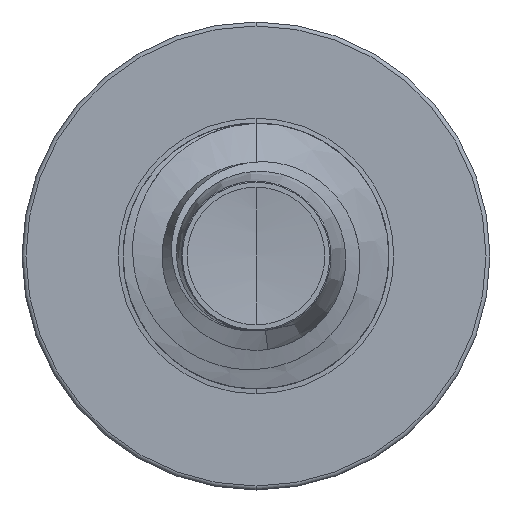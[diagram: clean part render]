
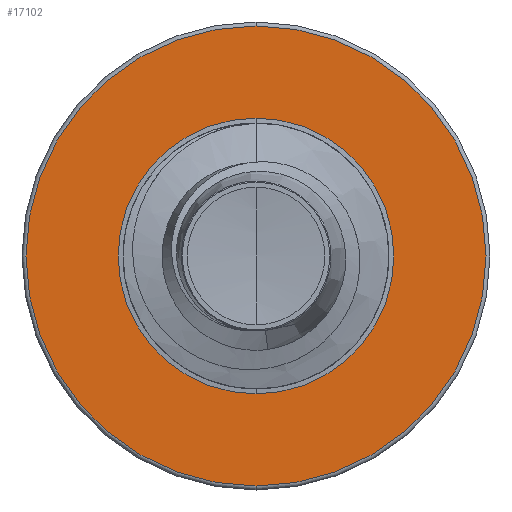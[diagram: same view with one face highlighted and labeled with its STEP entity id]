
A CAD part, front view. The second image highlights one B-rep face of the part: STEP entity #17102.
In plain terms, the highlighted planar face has unit normal (0, -1, 0).
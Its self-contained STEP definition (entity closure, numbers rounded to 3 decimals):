
#60 = DIRECTION ( 'NONE',  ( 0., 1., 0. ) ) ;
#260 = AXIS2_PLACEMENT_3D ( 'NONE', #3158, #13312, #5112 ) ;
#784 = AXIS2_PLACEMENT_3D ( 'NONE', #10276, #60, #11509 ) ;
#988 = CARTESIAN_POINT ( 'NONE',  ( 0., 7., -1.296 ) ) ;
#1465 = AXIS2_PLACEMENT_3D ( 'NONE', #13030, #4668, #14216 ) ;
#1491 = CARTESIAN_POINT ( 'NONE',  ( 0., 7., 1.296 ) ) ;
#1500 = AXIS2_PLACEMENT_3D ( 'NONE', #14949, #7399, #16040 ) ;
#3158 = CARTESIAN_POINT ( 'NONE',  ( 0., 7., 0. ) ) ;
#3283 = VERTEX_POINT ( 'NONE', #12435 ) ;
#4668 = DIRECTION ( 'NONE',  ( 0., 1., 0. ) ) ;
#5112 = DIRECTION ( 'NONE',  ( 0., 0., 1. ) ) ;
#5245 = FACE_OUTER_BOUND ( 'NONE', #8778, .T. ) ;
#6021 = EDGE_LOOP ( 'NONE', ( #10108, #6758 ) ) ;
#6255 = PLANE ( 'NONE',  #16738 ) ;
#6758 = ORIENTED_EDGE ( 'NONE', *, *, #14705, .T. ) ;
#7399 = DIRECTION ( 'NONE',  ( 0., 1., 0. ) ) ;
#7868 = DIRECTION ( 'NONE',  ( 0., 0., 1. ) ) ;
#8778 = EDGE_LOOP ( 'NONE', ( #11468, #17910 ) ) ;
#10108 = ORIENTED_EDGE ( 'NONE', *, *, #14997, .T. ) ;
#10276 = CARTESIAN_POINT ( 'NONE',  ( 0., 7., 0. ) ) ;
#11467 = VERTEX_POINT ( 'NONE', #1491 ) ;
#11468 = ORIENTED_EDGE ( 'NONE', *, *, #14286, .F. ) ;
#11509 = DIRECTION ( 'NONE',  ( 0., 0., 1. ) ) ;
#12435 = CARTESIAN_POINT ( 'NONE',  ( 0., 7., -2.162 ) ) ;
#12650 = FACE_BOUND ( 'NONE', #6021, .T. ) ;
#12948 = CARTESIAN_POINT ( 'NONE',  ( 0., 7., -1.296 ) ) ;
#13030 = CARTESIAN_POINT ( 'NONE',  ( 0., 7., 0. ) ) ;
#13312 = DIRECTION ( 'NONE',  ( 0., 1., 0. ) ) ;
#13965 = VERTEX_POINT ( 'NONE', #988 ) ;
#14124 = CIRCLE ( 'NONE', #1500, 2.163 ) ;
#14216 = DIRECTION ( 'NONE',  ( 0., 0., 1. ) ) ;
#14261 = CARTESIAN_POINT ( 'NONE',  ( 0., 7., 2.163 ) ) ;
#14286 = EDGE_CURVE ( 'NONE', #15140, #3283, #14124, .T. ) ;
#14592 = EDGE_CURVE ( 'NONE', #3283, #15140, #15047, .T. ) ;
#14705 = EDGE_CURVE ( 'NONE', #13965, #11467, #16563, .T. ) ;
#14949 = CARTESIAN_POINT ( 'NONE',  ( 0., 7., 0. ) ) ;
#14997 = EDGE_CURVE ( 'NONE', #11467, #13965, #15564, .T. ) ;
#15047 = CIRCLE ( 'NONE', #260, 2.163 ) ;
#15140 = VERTEX_POINT ( 'NONE', #14261 ) ;
#15305 = DIRECTION ( 'NONE',  ( 0., 1., 0. ) ) ;
#15564 = CIRCLE ( 'NONE', #784, 1.296 ) ;
#16040 = DIRECTION ( 'NONE',  ( 0., 0., 1. ) ) ;
#16563 = CIRCLE ( 'NONE', #1465, 1.296 ) ;
#16738 = AXIS2_PLACEMENT_3D ( 'NONE', #12948, #15305, #7868 ) ;
#17102 = ADVANCED_FACE ( 'NONE', ( #5245, #12650 ), #6255, .F. ) ;
#17910 = ORIENTED_EDGE ( 'NONE', *, *, #14592, .F. ) ;
